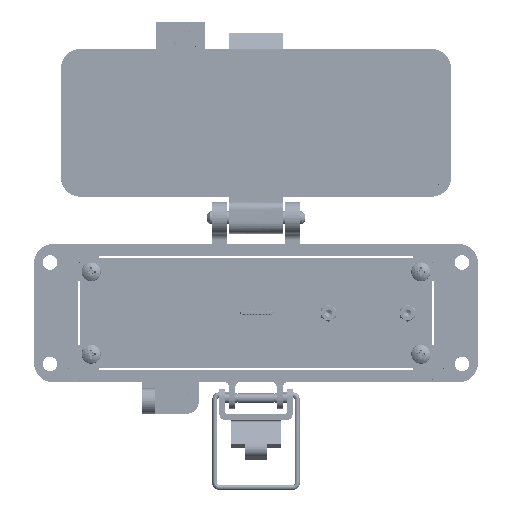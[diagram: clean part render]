
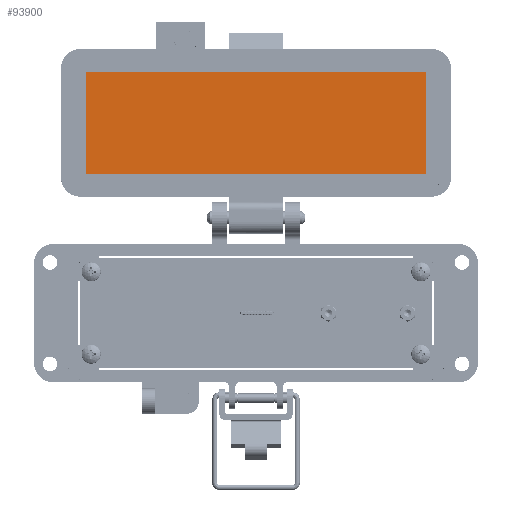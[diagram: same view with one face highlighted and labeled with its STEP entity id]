
A CAD part, top view. The second image highlights one B-rep face of the part: STEP entity #93900.
In plain terms, the highlighted planar face has unit normal (0, 0, 1).
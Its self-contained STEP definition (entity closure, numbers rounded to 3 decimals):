
#1770 = CARTESIAN_POINT ( 'NONE',  ( -53.75, 83.154, -25.55 ) ) ;
#2899 = ORIENTED_EDGE ( 'NONE', *, *, #50328, .F. ) ;
#10771 = EDGE_LOOP ( 'NONE', ( #26172, #51460, #2899, #49720 ) ) ;
#11033 = VERTEX_POINT ( 'NONE', #100228 ) ;
#11589 = VERTEX_POINT ( 'NONE', #55391 ) ;
#13515 = CARTESIAN_POINT ( 'NONE',  ( -8.5, 83.154, -25.55 ) ) ;
#17498 = FACE_OUTER_BOUND ( 'NONE', #10771, .T. ) ;
#18008 = AXIS2_PLACEMENT_3D ( 'NONE', #83964, #92178, #108106 ) ;
#21530 = VERTEX_POINT ( 'NONE', #1770 ) ;
#26172 = ORIENTED_EDGE ( 'NONE', *, *, #44700, .F. ) ;
#34304 = LINE ( 'NONE', #74971, #104517 ) ;
#42205 = PLANE ( 'NONE',  #18008 ) ;
#44700 = EDGE_CURVE ( 'NONE', #21530, #11033, #64026, .T. ) ;
#46669 = DIRECTION ( 'NONE',  ( 0., -1., 0. ) ) ;
#49720 = ORIENTED_EDGE ( 'NONE', *, *, #49825, .F. ) ;
#49825 = EDGE_CURVE ( 'NONE', #11033, #11589, #57473, .T. ) ;
#50328 = EDGE_CURVE ( 'NONE', #11589, #77299, #34304, .T. ) ;
#51460 = ORIENTED_EDGE ( 'NONE', *, *, #64878, .F. ) ;
#55391 = CARTESIAN_POINT ( 'NONE',  ( 53.75, 51.154, -25.55 ) ) ;
#56949 = CARTESIAN_POINT ( 'NONE',  ( 53.75, 67.154, -25.55 ) ) ;
#57473 = LINE ( 'NONE', #56949, #88507 ) ;
#60077 = VECTOR ( 'NONE', #85843, 1000. ) ;
#62188 = LINE ( 'NONE', #95161, #60077 ) ;
#64026 = LINE ( 'NONE', #13515, #103794 ) ;
#64878 = EDGE_CURVE ( 'NONE', #77299, #21530, #62188, .T. ) ;
#65115 = DIRECTION ( 'NONE',  ( 1., 0., 0. ) ) ;
#74971 = CARTESIAN_POINT ( 'NONE',  ( 42., 51.154, -25.55 ) ) ;
#77299 = VERTEX_POINT ( 'NONE', #82179 ) ;
#82179 = CARTESIAN_POINT ( 'NONE',  ( -53.75, 51.154, -25.55 ) ) ;
#83774 = DIRECTION ( 'NONE',  ( -1., 0., 0. ) ) ;
#83964 = CARTESIAN_POINT ( 'NONE',  ( -8.5, 67.154, -25.55 ) ) ;
#85843 = DIRECTION ( 'NONE',  ( 0., 1., 0. ) ) ;
#88507 = VECTOR ( 'NONE', #46669, 1000. ) ;
#92178 = DIRECTION ( 'NONE',  ( 0., 0., 1. ) ) ;
#93900 = ADVANCED_FACE ( 'NONE', ( #17498 ), #42205, .T. ) ;
#95161 = CARTESIAN_POINT ( 'NONE',  ( -53.75, 67.154, -25.55 ) ) ;
#100228 = CARTESIAN_POINT ( 'NONE',  ( 53.75, 83.154, -25.55 ) ) ;
#103794 = VECTOR ( 'NONE', #65115, 1000. ) ;
#104517 = VECTOR ( 'NONE', #83774, 1000. ) ;
#108106 = DIRECTION ( 'NONE',  ( 0., -1., 0. ) ) ;
